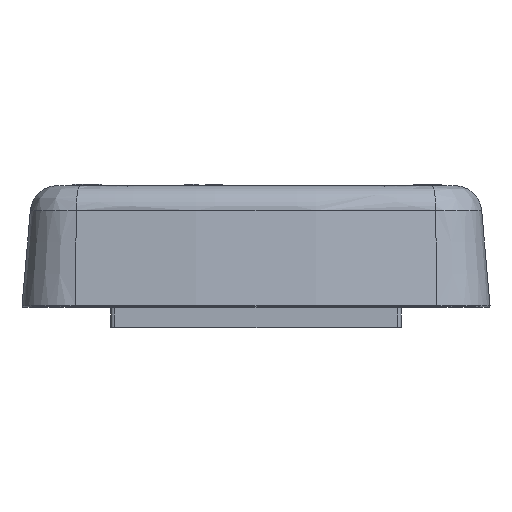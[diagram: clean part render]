
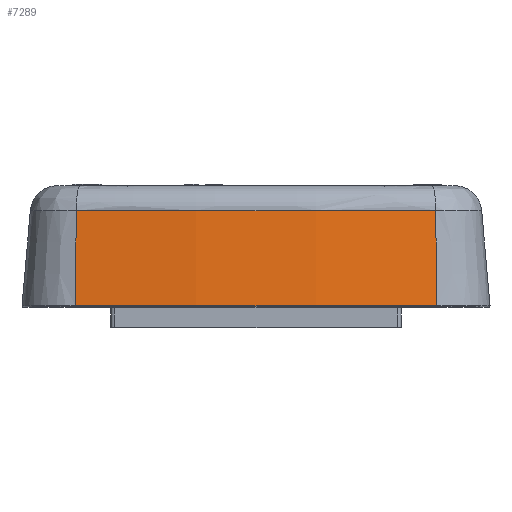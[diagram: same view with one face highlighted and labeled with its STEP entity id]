
A CAD part, left-side view. The second image highlights one B-rep face of the part: STEP entity #7289.
In plain terms, the highlighted conical face has half-angle 5 degrees and reference radius 182.518 mm.
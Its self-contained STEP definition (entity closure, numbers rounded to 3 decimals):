
#310=CONICAL_SURFACE('',#23537,182.518,5.);
#2548=LINE('',#36528,#4804);
#2549=LINE('',#36532,#4805);
#4804=VECTOR('',#29570,1.);
#4805=VECTOR('',#29575,1.);
#6119=FACE_OUTER_BOUND('',#9463,.T.);
#7289=ADVANCED_FACE('',(#6119),#310,.T.);
#9463=EDGE_LOOP('',(#16327,#16328,#16329,#16330));
#10212=CIRCLE('',#23517,182.003);
#10226=CIRCLE('',#23536,183.033);
#16327=ORIENTED_EDGE('',*,*,#21514,.F.);
#16328=ORIENTED_EDGE('',*,*,#21531,.T.);
#16329=ORIENTED_EDGE('',*,*,#21532,.F.);
#16330=ORIENTED_EDGE('',*,*,#21533,.F.);
#18450=VERTEX_POINT('',#36433);
#18451=VERTEX_POINT('',#36435);
#18459=VERTEX_POINT('',#36527);
#18460=VERTEX_POINT('',#36531);
#21514=EDGE_CURVE('',#18450,#18451,#10212,.T.);
#21531=EDGE_CURVE('',#18450,#18459,#2548,.T.);
#21532=EDGE_CURVE('',#18460,#18459,#10226,.T.);
#21533=EDGE_CURVE('',#18451,#18460,#2549,.T.);
#23517=AXIS2_PLACEMENT_3D('',#36434,#29531,#29532);
#23536=AXIS2_PLACEMENT_3D('',#36530,#29573,#29574);
#23537=AXIS2_PLACEMENT_3D('',#36533,#29576,#29577);
#29531=DIRECTION('',(0.,0.,1.));
#29532=DIRECTION('',(-0.992,0.123,0.));
#29570=DIRECTION('',(-0.086,0.011,-0.996));
#29573=DIRECTION('',(0.,0.,-1.));
#29574=DIRECTION('',(-0.992,-0.123,0.));
#29575=DIRECTION('',(-0.086,-0.011,-0.996));
#29576=DIRECTION('',(0.,0.,-1.));
#29577=DIRECTION('',(1.,0.,0.));
#36433=CARTESIAN_POINT('',(-72.382,22.297,11.396));
#36434=CARTESIAN_POINT('',(108.25,0.,11.396));
#36435=CARTESIAN_POINT('',(-72.382,-22.297,11.396));
#36527=CARTESIAN_POINT('',(-73.405,22.423,-0.383));
#36528=CARTESIAN_POINT('',(-72.382,22.297,11.396));
#36530=CARTESIAN_POINT('',(108.25,0.,-0.383));
#36531=CARTESIAN_POINT('',(-73.405,-22.423,-0.383));
#36532=CARTESIAN_POINT('',(-72.382,-22.297,11.396));
#36533=CARTESIAN_POINT('',(108.25,0.,5.507));
